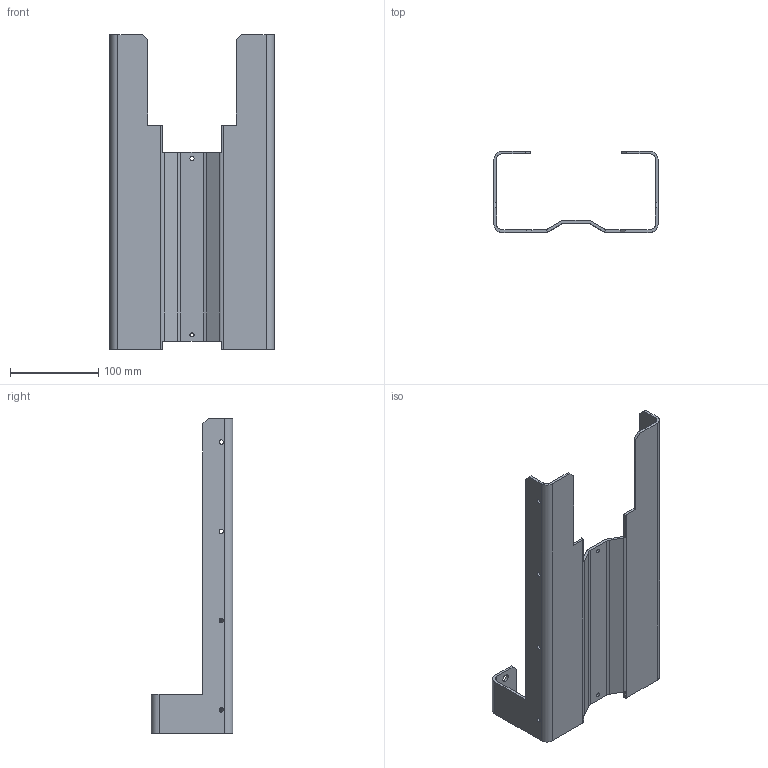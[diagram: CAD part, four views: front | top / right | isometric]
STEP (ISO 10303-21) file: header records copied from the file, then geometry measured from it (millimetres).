
FILE_DESCRIPTION((''),'2;1');
FILE_NAME('Compacteur_Guide_Droit.stp','2010-09-28T09:22:05',('claivier'),(''),'Autodesk Inventor 11','Autodesk Inventor 11','');
FILE_SCHEMA(('AUTOMOTIVE_DESIGN { 1 0 10303 214 1 1 1 1 }'));
Length unit declared in the file: millimetre
Products named in the file (1): Compacteur_Guide_Droit
Bounding box: 185.61 x 92.3 x 356 mm (x, y, z)
Volume: 245435.6 mm3; surface area: 169774.5 mm2
Topology: 1 solids, 1 shells, 76 faces, 236 edges, 162 vertices
Faces by surface type: bspline 33, plane 29, cylinder 14
Full cylindrical faces by diameter (mm): 4.9 x4, 8.5 x2
Entity records: 2751 total; most frequent: CARTESIAN_POINT 756, ORIENTED_EDGE 416, DIRECTION 364, EDGE_CURVE 208, VERTEX_POINT 148, VECTOR 140, LINE 140, EDGE_LOOP 118
